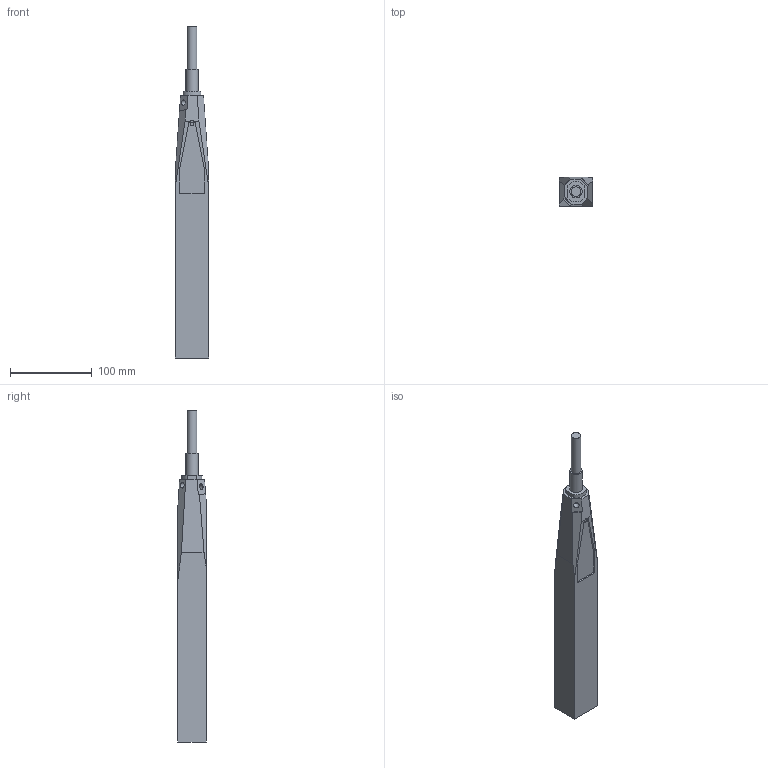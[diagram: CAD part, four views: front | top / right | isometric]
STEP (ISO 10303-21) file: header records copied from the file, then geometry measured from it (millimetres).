
FILE_DESCRIPTION(/* description */ (''),/* implementation_level */ '2;1');
FILE_NAME(/* name */ 'HyperTruck Hanger.step',/* time_stamp */ '2023-05-31T21:16:49-07:00',/* author */ (''),/* organization */ (''),/* preprocessor_version */ 'ST-DEVELOPER v19.2',/* originating_system */ 'Autodesk Translation Framework v12.4.0.73',/* authorisation */ '');
FILE_SCHEMA (('AUTOMOTIVE_DESIGN { 1 0 10303 214 3 1 1 }'));
Length unit declared in the file: millimetre
Products named in the file (1): HyperTruck Hanger
Bounding box: 40.5 x 35.5 x 407 mm (x, y, z)
Volume: 439920.4 mm3; surface area: 53813.6 mm2
Topology: 2 solids, 2 shells, 44 faces, 103 edges, 68 vertices
Faces by surface type: plane 36, cylinder 8
Full cylindrical faces by diameter (mm): 4.234 x1, 6.779 x2, 11.834 x1, 15 x1
Entity records: 1295 total; most frequent: CARTESIAN_POINT 216, DIRECTION 211, ORIENTED_EDGE 206, EDGE_CURVE 103, LINE 85, VECTOR 85, VERTEX_POINT 68, AXIS2_PLACEMENT_3D 63
